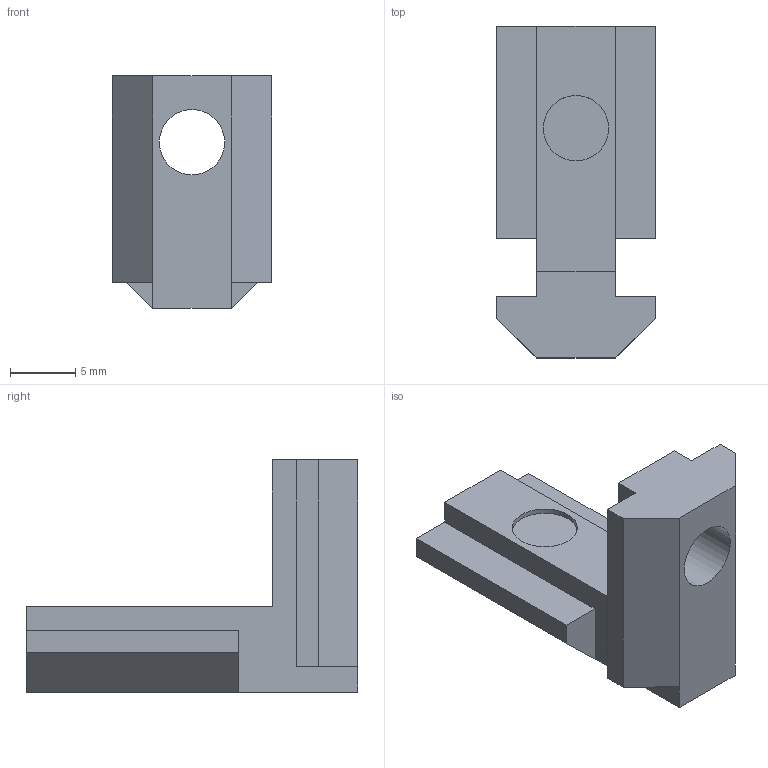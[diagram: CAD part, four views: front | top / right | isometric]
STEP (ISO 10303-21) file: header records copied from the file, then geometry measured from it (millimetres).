
FILE_DESCRIPTION( ( 'STEP AP214' ), '1' );
FILE_NAME( '33440.stp', '2020-11-06T10:13:09', ( 'License CC BY-ND 4.0' ), ( 'CADENAS' ), ' ', 'PARTsolutions', ' ' );
FILE_SCHEMA( ( 'AUTOMOTIVE_DESIGN { 1 0 10303 214 1 1 1 1 }' ) );
Length unit declared in the file: inch
Products named in the file (1): _33440
Bounding box: 12.19 x 25.4 x 17.78 mm (x, y, z)
Volume: 1922.9 mm3; surface area: 1458 mm2
Topology: 1 solids, 1 shells, 36 faces, 90 edges, 59 vertices
Faces by surface type: plane 33, cylinder 3
Full cylindrical faces by diameter (mm): 5 x3
Entity records: 1340 total; most frequent: CARTESIAN_POINT 181, ORIENTED_EDGE 172, DIRECTION 166, EDGE_CURVE 86, LINE 80, VECTOR 80, VERTEX_POINT 58, EDGE_LOOP 44
